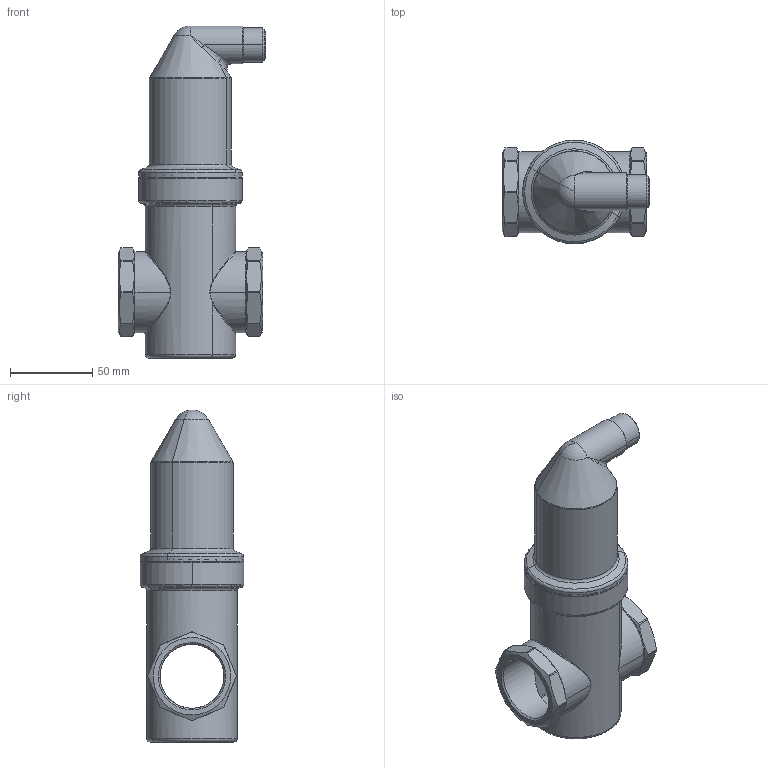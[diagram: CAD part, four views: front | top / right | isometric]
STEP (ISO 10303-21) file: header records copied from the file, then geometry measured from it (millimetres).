
FILE_DESCRIPTION(('CATIA V5 STEP Exchange'),'2;1');
FILE_NAME('REF-002144_BL00_V00.stp','2012-07-20T07:42:22+00:00',('none'),('none'),'CATIA Version 5 Release 18 SP 5 (IN-10)','CATIA V5 STEP AP214','none');
FILE_SCHEMA(('AUTOMOTIVE_DESIGN { 1 0 10303 214 1 1 1 1 }'));
Length unit declared in the file: millimetre
Products named in the file (14): REF-002144_BL00_V00; REF-000903_BL00_V00; REF-000841_BL00_V00; REF-000840_BL00_V00; REF-000834_BL00_V00; REF-000833_BL00_V00; REF-000832_BL00_V00; REF-000831_BL00_V00; REF-000830_BL00_V00; REF-000839_BL00_V00; REF-000838_BL00_V00; REF-000837_BL00_V00; REF-000836_BL00_V00; REF-000835_BL00_V00
Assembly tree (15 placements, depth 4):
  REF-002144_BL00_V00
    REF-000903_BL00_V00
    REF-000841_BL00_V00
      REF-000840_BL00_V00
        REF-000834_BL00_V00
        REF-000833_BL00_V00
        REF-000832_BL00_V00
        REF-000831_BL00_V00
        REF-000830_BL00_V00
      REF-000839_BL00_V00
      REF-000838_BL00_V00  x3
      REF-000837_BL00_V00
      REF-000836_BL00_V00
      REF-000835_BL00_V00
Bounding box: 90 x 63 x 202 mm (x, y, z)
Volume: 178025.1 mm3; surface area: 102108 mm2
Topology: 13 solids, 13 shells, 501 faces, 1257 edges, 757 vertices
Faces by surface type: cylinder 169, cone 109, torus 84, plane 67, bspline 64, sphere 8
Entity records: 17133 total; most frequent: CARTESIAN_POINT 8239, ORIENTED_EDGE 2010, DIRECTION 1286, EDGE_CURVE 1005, AXIS2_PLACEMENT_3D 743, VERTEX_POINT 597, EDGE_LOOP 464, CIRCLE 440
